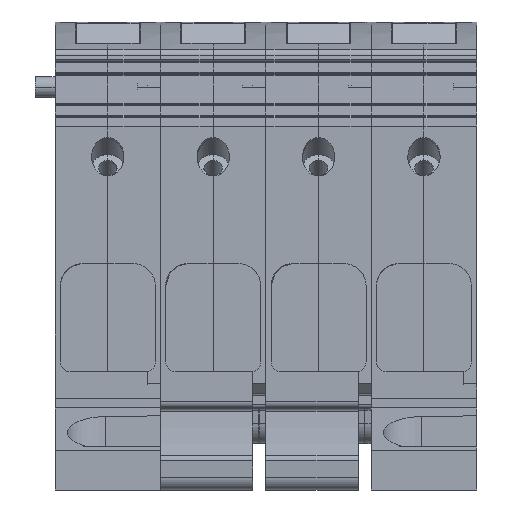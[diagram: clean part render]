
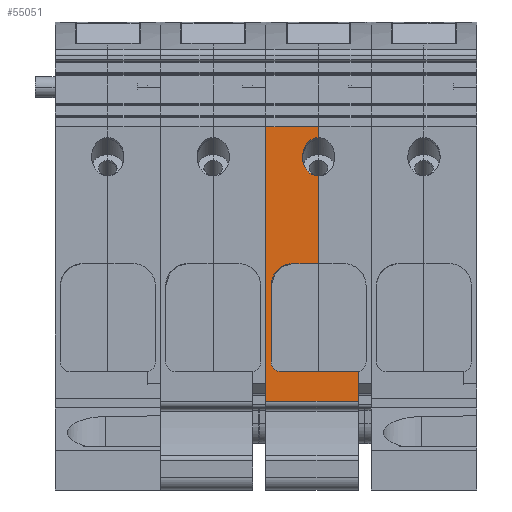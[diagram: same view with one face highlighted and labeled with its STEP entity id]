
A CAD part, front view. The second image highlights one B-rep face of the part: STEP entity #55051.
In plain terms, the highlighted planar face has unit normal (0, -1, 0).
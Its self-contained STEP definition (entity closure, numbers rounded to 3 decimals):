
#54938=AXIS2_PLACEMENT_3D('Plane Axis2P3D',#54935,#54936,#54937) ;
#55003=AXIS2_PLACEMENT_3D('Circle Axis2P3D',#55001,#55002,$) ;
#50586=CARTESIAN_POINT('Vertex',(43.,17.,55.165)) ;
#50589=CARTESIAN_POINT('Line Origine',(43.,17.,54.336)) ;
#50593=CARTESIAN_POINT('Vertex',(43.,17.,53.506)) ;
#50649=CARTESIAN_POINT('Vertex',(43.,17.,47.663)) ;
#50652=CARTESIAN_POINT('Line Origine',(43.,17.,41.015)) ;
#50656=CARTESIAN_POINT('Vertex',(43.,17.,34.368)) ;
#54916=CARTESIAN_POINT('Line Origine',(35.025,17.,55.165)) ;
#54920=CARTESIAN_POINT('Vertex',(35.,17.,55.165)) ;
#54935=CARTESIAN_POINT('Axis2P3D Location',(35.,17.,13.45)) ;
#54941=CARTESIAN_POINT('Control Point',(43.,17.,47.663)) ;
#54942=CARTESIAN_POINT('Control Point',(42.787,17.,47.663)) ;
#54943=CARTESIAN_POINT('Control Point',(42.574,17.,47.691)) ;
#54944=CARTESIAN_POINT('Control Point',(42.366,17.,47.746)) ;
#54945=CARTESIAN_POINT('Control Point',(41.952,17.,47.913)) ;
#54946=CARTESIAN_POINT('Control Point',(41.59,17.,48.174)) ;
#54947=CARTESIAN_POINT('Control Point',(41.419,17.,48.332)) ;
#54948=CARTESIAN_POINT('Control Point',(41.037,17.,48.768)) ;
#54949=CARTESIAN_POINT('Control Point',(40.773,17.,49.289)) ;
#54950=CARTESIAN_POINT('Control Point',(40.659,17.,49.621)) ;
#54951=CARTESIAN_POINT('Control Point',(40.577,17.,50.018)) ;
#54952=CARTESIAN_POINT('Control Point',(40.553,17.,50.419)) ;
#54953=CARTESIAN_POINT('Control Point',(40.551,17.,50.474)) ;
#54954=CARTESIAN_POINT('Control Point',(40.55,17.,50.529)) ;
#54955=CARTESIAN_POINT('Control Point',(40.55,17.,50.585)) ;
#54956=CARTESIAN_POINT('Vertex',(40.55,17.,50.585)) ;
#54960=CARTESIAN_POINT('Control Point',(40.55,17.,50.585)) ;
#54961=CARTESIAN_POINT('Control Point',(40.55,17.,50.937)) ;
#54962=CARTESIAN_POINT('Control Point',(40.594,17.,51.289)) ;
#54963=CARTESIAN_POINT('Control Point',(40.684,17.,51.634)) ;
#54964=CARTESIAN_POINT('Control Point',(40.935,17.,52.252)) ;
#54965=CARTESIAN_POINT('Control Point',(41.345,17.,52.777)) ;
#54966=CARTESIAN_POINT('Control Point',(41.57,17.,52.995)) ;
#54967=CARTESIAN_POINT('Control Point',(41.981,17.,53.281)) ;
#54968=CARTESIAN_POINT('Control Point',(42.449,17.,53.443)) ;
#54969=CARTESIAN_POINT('Control Point',(42.63,17.,53.485)) ;
#54970=CARTESIAN_POINT('Control Point',(42.815,17.,53.506)) ;
#54971=CARTESIAN_POINT('Control Point',(43.,17.,53.506)) ;
#54973=CARTESIAN_POINT('Line Origine',(35.,17.,34.308)) ;
#54977=CARTESIAN_POINT('Vertex',(35.,17.,13.45)) ;
#54980=CARTESIAN_POINT('Line Origine',(42.,17.,13.45)) ;
#54984=CARTESIAN_POINT('Vertex',(49.,17.,13.45)) ;
#54987=CARTESIAN_POINT('Line Origine',(49.,17.,15.7)) ;
#54991=CARTESIAN_POINT('Vertex',(49.,17.,17.95)) ;
#54994=CARTESIAN_POINT('Line Origine',(43.144,17.,17.95)) ;
#54998=CARTESIAN_POINT('Vertex',(37.288,17.,17.95)) ;
#55001=CARTESIAN_POINT('Axis2P3D Location',(37.292,17.,19.454)) ;
#55005=CARTESIAN_POINT('Vertex',(35.788,17.,19.45)) ;
#55008=CARTESIAN_POINT('Line Origine',(35.788,17.,25.24)) ;
#55012=CARTESIAN_POINT('Vertex',(35.788,17.,31.03)) ;
#55016=CARTESIAN_POINT('Control Point',(39.085,17.,34.368)) ;
#55017=CARTESIAN_POINT('Control Point',(38.771,17.,34.366)) ;
#55018=CARTESIAN_POINT('Control Point',(38.458,17.,34.325)) ;
#55019=CARTESIAN_POINT('Control Point',(38.152,17.,34.246)) ;
#55020=CARTESIAN_POINT('Control Point',(37.563,17.,34.015)) ;
#55021=CARTESIAN_POINT('Control Point',(37.042,17.,33.655)) ;
#55022=CARTESIAN_POINT('Control Point',(36.804,17.,33.445)) ;
#55023=CARTESIAN_POINT('Control Point',(36.314,17.,32.901)) ;
#55024=CARTESIAN_POINT('Control Point',(35.982,17.,32.246)) ;
#55025=CARTESIAN_POINT('Control Point',(35.853,17.,31.851)) ;
#55026=CARTESIAN_POINT('Control Point',(35.788,17.,31.44)) ;
#55027=CARTESIAN_POINT('Control Point',(35.788,17.,31.03)) ;
#55028=CARTESIAN_POINT('Vertex',(39.085,17.,34.368)) ;
#55031=CARTESIAN_POINT('Line Origine',(41.043,17.,34.368)) ;
#50590=DIRECTION('Vector Direction',(0.,0.,-1.)) ;
#50653=DIRECTION('Vector Direction',(0.,0.,1.)) ;
#54917=DIRECTION('Vector Direction',(-1.,0.,0.)) ;
#54936=DIRECTION('Axis2P3D Direction',(0.,1.,0.)) ;
#54937=DIRECTION('Axis2P3D XDirection',(0.,0.,1.)) ;
#54974=DIRECTION('Vector Direction',(0.,0.,1.)) ;
#54981=DIRECTION('Vector Direction',(1.,0.,0.)) ;
#54988=DIRECTION('Vector Direction',(0.,0.,1.)) ;
#54995=DIRECTION('Vector Direction',(1.,0.,0.)) ;
#55002=DIRECTION('Axis2P3D Direction',(0.,1.,0.)) ;
#55009=DIRECTION('Vector Direction',(0.,0.,-1.)) ;
#55032=DIRECTION('Vector Direction',(-1.,0.,0.)) ;
#50591=VECTOR('Line Direction',#50590,1.) ;
#50654=VECTOR('Line Direction',#50653,1.) ;
#54918=VECTOR('Line Direction',#54917,1.) ;
#54975=VECTOR('Line Direction',#54974,1.) ;
#54982=VECTOR('Line Direction',#54981,1.) ;
#54989=VECTOR('Line Direction',#54988,1.) ;
#54996=VECTOR('Line Direction',#54995,1.) ;
#55010=VECTOR('Line Direction',#55009,1.) ;
#55033=VECTOR('Line Direction',#55032,1.) ;
#55037=ORIENTED_EDGE('',*,*,#50658,.T.) ;
#55038=ORIENTED_EDGE('',*,*,#54958,.T.) ;
#55039=ORIENTED_EDGE('',*,*,#54972,.T.) ;
#55040=ORIENTED_EDGE('',*,*,#50595,.F.) ;
#55041=ORIENTED_EDGE('',*,*,#54922,.F.) ;
#55042=ORIENTED_EDGE('',*,*,#54979,.F.) ;
#55043=ORIENTED_EDGE('',*,*,#54986,.T.) ;
#55044=ORIENTED_EDGE('',*,*,#54993,.F.) ;
#55045=ORIENTED_EDGE('',*,*,#55000,.T.) ;
#55046=ORIENTED_EDGE('',*,*,#55007,.T.) ;
#55047=ORIENTED_EDGE('',*,*,#55014,.T.) ;
#55048=ORIENTED_EDGE('',*,*,#55030,.T.) ;
#55049=ORIENTED_EDGE('',*,*,#55035,.T.) ;
#55051=ADVANCED_FACE('MLD L 2',(#55050),#54939,.F.) ;
#54940=B_SPLINE_CURVE_WITH_KNOTS('',5,(#54941,#54942,#54943,#54944,#54945,#54946,#54947,#54948,#54949,#54950,#54951,#54952,#54953,#54954,#54955),.UNSPECIFIED.,.F.,.U.,(6,3,3,3,6),(0.,1.508,3.139,5.596,5.986),.UNSPECIFIED.) ;
#54959=B_SPLINE_CURVE_WITH_KNOTS('',5,(#54960,#54961,#54962,#54963,#54964,#54965,#54966,#54967,#54968,#54969,#54970,#54971),.UNSPECIFIED.,.F.,.U.,(6,3,3,6),(0.,2.496,4.68,5.99),.UNSPECIFIED.) ;
#55015=B_SPLINE_CURVE_WITH_KNOTS('',5,(#55016,#55017,#55018,#55019,#55020,#55021,#55022,#55023,#55024,#55025,#55026,#55027),.UNSPECIFIED.,.F.,.U.,(6,3,3,6),(0.,2.296,4.596,7.62),.UNSPECIFIED.) ;
#55004=CIRCLE('generated circle',#55003,1.504) ;
#50595=EDGE_CURVE('',#50587,#50594,#50592,.T.) ;
#50658=EDGE_CURVE('',#50657,#50650,#50655,.T.) ;
#54922=EDGE_CURVE('',#54921,#50587,#54919,.F.) ;
#54958=EDGE_CURVE('',#50650,#54957,#54940,.T.) ;
#54972=EDGE_CURVE('',#54957,#50594,#54959,.T.) ;
#54979=EDGE_CURVE('',#54978,#54921,#54976,.T.) ;
#54986=EDGE_CURVE('',#54978,#54985,#54983,.T.) ;
#54993=EDGE_CURVE('',#54992,#54985,#54990,.F.) ;
#55000=EDGE_CURVE('',#54992,#54999,#54997,.F.) ;
#55007=EDGE_CURVE('',#54999,#55006,#55004,.T.) ;
#55014=EDGE_CURVE('',#55006,#55013,#55011,.F.) ;
#55030=EDGE_CURVE('',#55013,#55029,#55015,.F.) ;
#55035=EDGE_CURVE('',#55029,#50657,#55034,.F.) ;
#55036=EDGE_LOOP('',(#55037,#55038,#55039,#55040,#55041,#55042,#55043,#55044,#55045,#55046,#55047,#55048,#55049)) ;
#55050=FACE_OUTER_BOUND('',#55036,.T.) ;
#50592=LINE('Line',#50589,#50591) ;
#50655=LINE('Line',#50652,#50654) ;
#54919=LINE('Line',#54916,#54918) ;
#54976=LINE('Line',#54973,#54975) ;
#54983=LINE('Line',#54980,#54982) ;
#54990=LINE('Line',#54987,#54989) ;
#54997=LINE('Line',#54994,#54996) ;
#55011=LINE('Line',#55008,#55010) ;
#55034=LINE('Line',#55031,#55033) ;
#54939=PLANE('',#54938) ;
#50587=VERTEX_POINT('',#50586) ;
#50594=VERTEX_POINT('',#50593) ;
#50650=VERTEX_POINT('',#50649) ;
#50657=VERTEX_POINT('',#50656) ;
#54921=VERTEX_POINT('',#54920) ;
#54957=VERTEX_POINT('',#54956) ;
#54978=VERTEX_POINT('',#54977) ;
#54985=VERTEX_POINT('',#54984) ;
#54992=VERTEX_POINT('',#54991) ;
#54999=VERTEX_POINT('',#54998) ;
#55006=VERTEX_POINT('',#55005) ;
#55013=VERTEX_POINT('',#55012) ;
#55029=VERTEX_POINT('',#55028) ;
